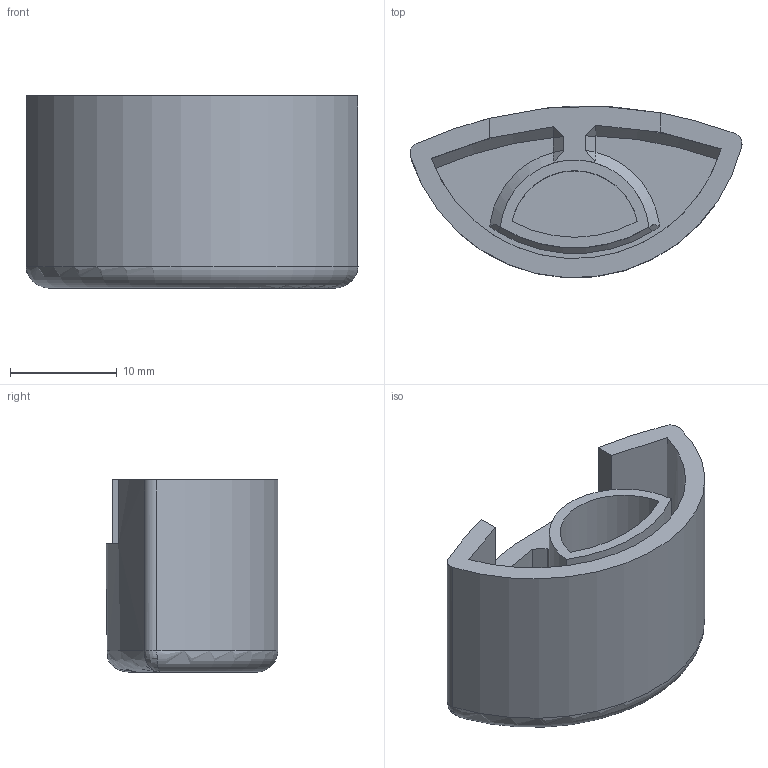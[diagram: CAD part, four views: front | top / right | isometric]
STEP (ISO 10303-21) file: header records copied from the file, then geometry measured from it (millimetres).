
FILE_DESCRIPTION(('FreeCAD Model'),'2;1');
FILE_NAME( 'pulsador roca parte pequeña.step' ,'2021-06-27T12:09:17',('Author'),(''), 'Open CASCADE STEP processor 7.3','FreeCAD','Unknown');
FILE_SCHEMA(('AUTOMOTIVE_DESIGN { 1 0 10303 214 1 1 1 1 }'));
Length unit declared in the file: millimetre
Products named in the file (1): Chaflaneo_borde_peq_vert
Bounding box: 31.11 x 16.08 x 18 mm (x, y, z)
Volume: 3092 mm3; surface area: 3897.1 mm2
Topology: 1 solids, 1 shells, 42 faces, 105 edges, 64 vertices
Faces by surface type: plane 18, bspline 9, cylinder 6, cone 5, offset 2, extrusion 1, torus 1
Entity records: 6266 total; most frequent: CARTESIAN_POINT 4434, DIRECTION 258, ORIENTED_EDGE 206, PCURVE 206, DEFINITIONAL_REPRESENTATION 206, VECTOR 129, B_SPLINE_CURVE_WITH_KNOTS 128, LINE 128
